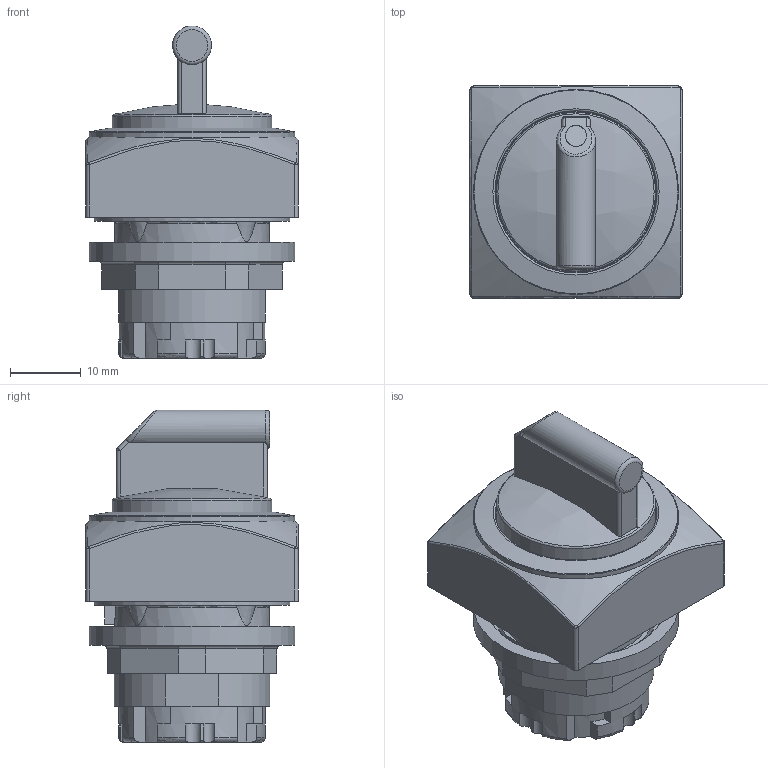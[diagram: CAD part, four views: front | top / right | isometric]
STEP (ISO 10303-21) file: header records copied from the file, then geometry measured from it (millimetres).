
FILE_DESCRIPTION(/* description */ (''),/* implementation_level */ '2;1');
FILE_NAME(/* name */ 'QRWB.stp',/* time_stamp */ '2021-07-07T11:11:16+02:00',/* author */ ('thagel'),/* organization */ (''),/* preprocessor_version */ 'ST-DEVELOPER v17.2',/* originating_system */ 'Autodesk Inventor 2019',/* authorisation */ '');
FILE_SCHEMA (('AUTOMOTIVE_DESIGN { 1 0 10303 214 3 1 1 }'));
Length unit declared in the file: millimetre
Products named in the file (1): QRWB
Bounding box: 29.95 x 29.95 x 46.9 mm (x, y, z)
Volume: 18000.8 mm3; surface area: 12561 mm2
Topology: 2 solids, 6 shells, 547 faces, 1479 edges, 953 vertices
Faces by surface type: plane 269, cylinder 162, torus 56, bspline 38, cone 19, sphere 3
Full cylindrical faces by diameter (mm): 2.9 x1, 2.95 x1, 3 x1, 3.5 x1, 17.971 x1, 18.6 x1, 19.95 x1, 20.25 x1, 20.75 x1, 21.85 x1, 22.5 x1, 22.6 x1, 22.7 x1, 22.9 x2, 25.35 x1, 27.65 x1, 29 x2
Entity records: 19628 total; most frequent: CARTESIAN_POINT 5823, ORIENTED_EDGE 2952, DIRECTION 2889, EDGE_CURVE 1476, AXIS2_PLACEMENT_3D 1094, VERTEX_POINT 953, LINE 701, VECTOR 701
